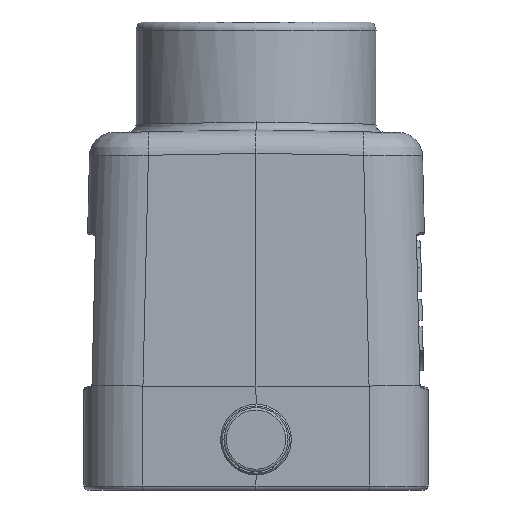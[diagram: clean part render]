
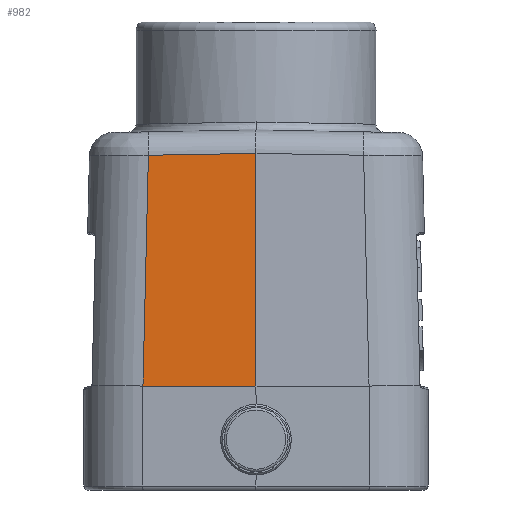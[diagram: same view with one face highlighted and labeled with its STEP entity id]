
A CAD part, left-side view. The second image highlights one B-rep face of the part: STEP entity #982.
In plain terms, the highlighted planar face has unit normal (-1, 0.018, 0.026).
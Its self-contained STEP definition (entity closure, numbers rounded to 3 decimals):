
#982=ADVANCED_FACE('',(#1420),#1267,.F.);
#1267=PLANE('',#5761);
#1420=FACE_OUTER_BOUND('',#1687,.T.);
#1687=EDGE_LOOP('',(#2316,#2317,#2318,#2319,#2320));
#2005=ELLIPSE('',#5742,286.555,7.5);
#2316=ORIENTED_EDGE('',*,*,#4115,.T.);
#2317=ORIENTED_EDGE('',*,*,#4110,.T.);
#2318=ORIENTED_EDGE('',*,*,#3947,.T.);
#2319=ORIENTED_EDGE('',*,*,#4145,.T.);
#2320=ORIENTED_EDGE('',*,*,#4146,.T.);
#3492=VERTEX_POINT('',#7473);
#3493=VERTEX_POINT('',#7475);
#3645=VERTEX_POINT('',#8175);
#3648=VERTEX_POINT('',#8221);
#3676=VERTEX_POINT('',#8289);
#3947=EDGE_CURVE('',#3493,#3492,#4640,.T.);
#4110=EDGE_CURVE('',#3645,#3493,#2005,.T.);
#4115=EDGE_CURVE('',#3648,#3645,#4760,.T.);
#4145=EDGE_CURVE('',#3492,#3676,#4776,.T.);
#4146=EDGE_CURVE('',#3676,#3648,#4777,.T.);
#4640=LINE('',#7474,#5039);
#4760=LINE('',#8220,#5159);
#4776=LINE('',#8288,#5175);
#4777=LINE('',#8290,#5176);
#5039=VECTOR('',#6185,1.);
#5159=VECTOR('',#6367,1.);
#5175=VECTOR('',#6415,1.);
#5176=VECTOR('',#6416,1.);
#5742=AXIS2_PLACEMENT_3D('',#8174,#6361,#6362);
#5761=AXIS2_PLACEMENT_3D('',#8291,#6417,#6418);
#6185=DIRECTION('',(-0.017,-1.,0.));
#6361=DIRECTION('',(-1.,0.017,0.026));
#6362=DIRECTION('',(-0.026,0.,-1.));
#6367=DIRECTION('',(-0.026,0.024,-0.999));
#6415=DIRECTION('',(0.026,0.,1.));
#6416=DIRECTION('',(0.017,1.,-0.017));
#6417=DIRECTION('',(1.,-0.017,-0.026));
#6418=DIRECTION('',(0.026,0.,1.));
#7473=CARTESIAN_POINT('',(-36.3,0.,3.85));
#7474=CARTESIAN_POINT('',(-36.3,0.008,3.85));
#7475=CARTESIAN_POINT('',(-36.053,14.131,3.847));
#8174=CARTESIAN_POINT('',(-28.554,14.,290.304));
#8175=CARTESIAN_POINT('',(-36.053,14.134,3.847));
#8220=CARTESIAN_POINT('',(-36.058,14.138,3.676));
#8221=CARTESIAN_POINT('',(-35.31,13.45,32.694));
#8288=CARTESIAN_POINT('',(-35.383,0.,38.85));
#8289=CARTESIAN_POINT('',(-35.539,0.,32.929));
#8290=CARTESIAN_POINT('',(-35.187,20.7,32.568));
#8291=CARTESIAN_POINT('',(-35.383,0.,38.85));
